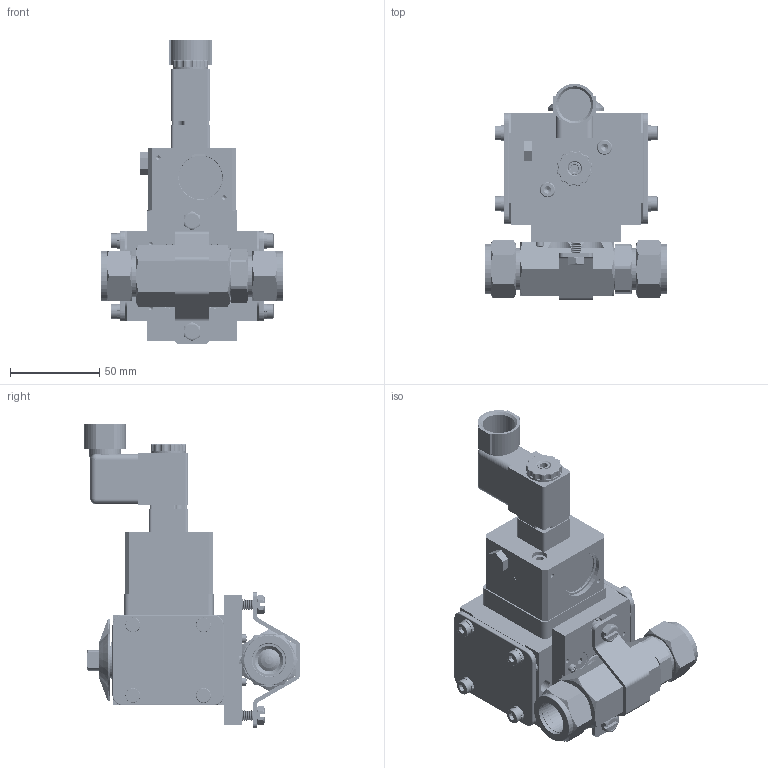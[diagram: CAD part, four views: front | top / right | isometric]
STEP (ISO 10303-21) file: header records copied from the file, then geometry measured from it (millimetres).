
FILE_DESCRIPTION (( 'STEP AP203' ), '1' );
FILE_NAME ('8205XXC12A512DGPDC.step', '2018-03-12T15:15:45', ( '' ), ( '' ), 'SwSTEP 2.0', 'SolidWorks 2017', '' );
FILE_SCHEMA (( 'CONFIG_CONTROL_DESIGN' ));
Products named in the file (1): 8205XXC12A512DGPDC
Bounding box: 102.37 x 121.36 x 170.74 mm (x, y, z)
Volume: 383943.7 mm3; surface area: 176411.3 mm2
Topology: 79 solids, 79 shells, 3997 faces, 9810 edges, 5986 vertices
Faces by surface type: cone 1411, cylinder 1249, plane 889, bspline 223, torus 215, sphere 10
Entity records: 194725 total; most frequent: CARTESIAN_POINT 101465, DIRECTION 20071, ORIENTED_EDGE 19388, EDGE_CURVE 9694, AXIS2_PLACEMENT_3D 7906, VERTEX_POINT 5982, EDGE_LOOP 4308, VECTOR 4259
